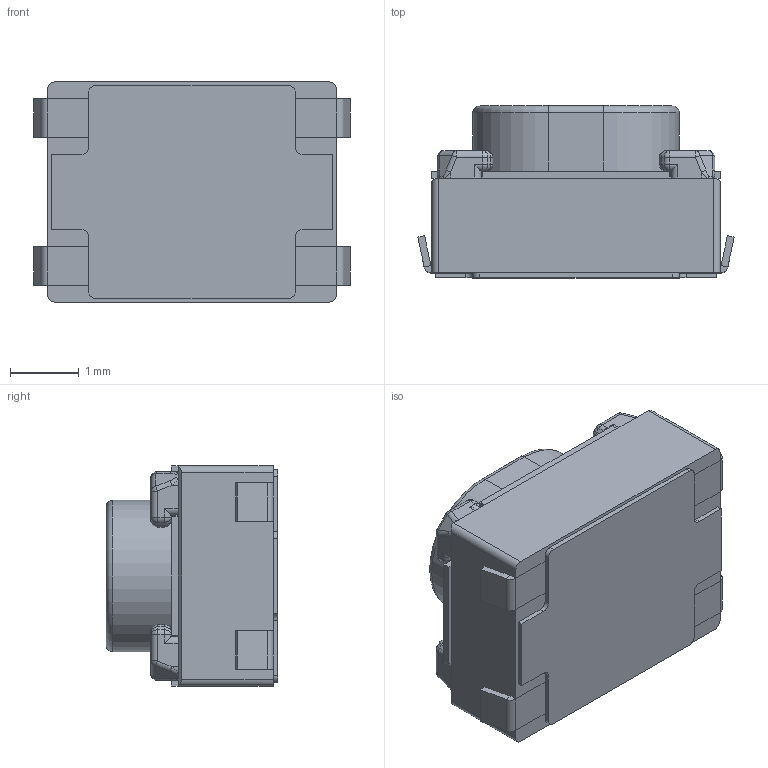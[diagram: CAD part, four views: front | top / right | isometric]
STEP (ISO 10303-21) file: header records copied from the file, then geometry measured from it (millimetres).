
FILE_DESCRIPTION(/* description */ ('STEP AP214'),/* implementation_level */ '2;1');
FILE_NAME(/* name */ 'SKRPAB.stp',/* time_stamp */ '2020-06-10T15:31:51+09:00',/* author */ ('3Zuta'),/* organization */ (''),/* preprocessor_version */ 'ST-DEVELOPER v18',/* originating_system */ 'Autodesk Inventor 2020',/* authorisation */ '');
FILE_SCHEMA (('AUTOMOTIVE_DESIGN { 1 0 10303 214 3 1 1 }'));
Length unit declared in the file: millimetre
Products named in the file (1): SKRPAB
Bounding box: 4.6 x 2.5 x 3.2 mm (x, y, z)
Volume: 26.3 mm3; surface area: 66.1 mm2
Topology: 1 solids, 1 shells, 316 faces, 792 edges, 432 vertices
Faces by surface type: cylinder 132, plane 126, sphere 40, bspline 16, torus 2
Entity records: 9300 total; most frequent: CARTESIAN_POINT 1801, DIRECTION 1612, ORIENTED_EDGE 1496, EDGE_CURVE 748, AXIS2_PLACEMENT_3D 579, LINE 454, VECTOR 454, VERTEX_POINT 432
